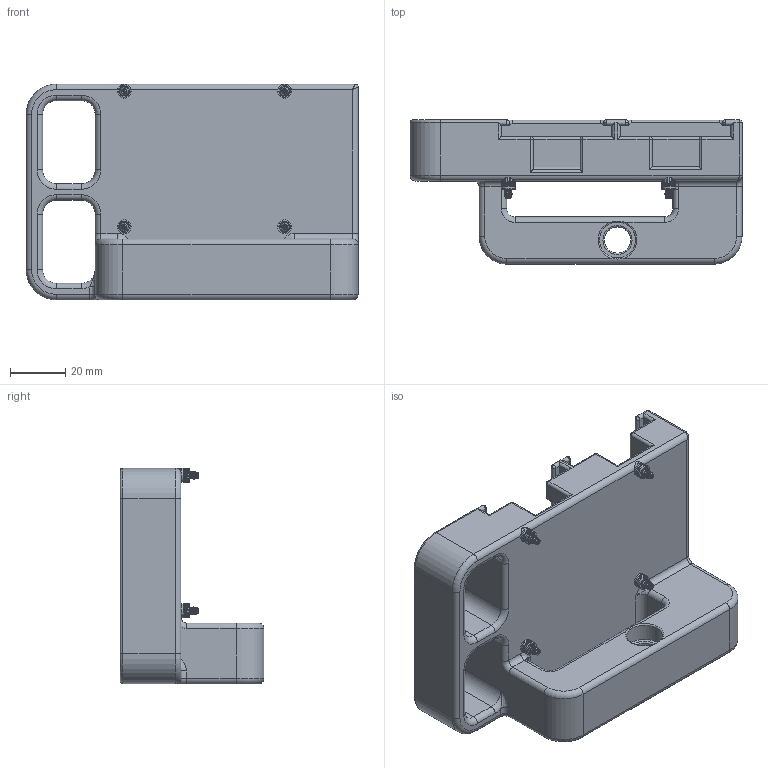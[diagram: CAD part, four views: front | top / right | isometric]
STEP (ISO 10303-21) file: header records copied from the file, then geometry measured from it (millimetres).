
FILE_DESCRIPTION(/* description */ (''),/* implementation_level */ '2;1');
FILE_NAME(/* name */ '5960 Camera Body.step',/* time_stamp */ '2024-04-20T13:59:20-06:00',/* author */ (''),/* organization */ (''),/* preprocessor_version */ 'ST-DEVELOPER v20',/* originating_system */ 'Autodesk Translation Framework v12.20.1.177',/* authorisation */ '');
FILE_SCHEMA (('AUTOMOTIVE_DESIGN { 1 0 10303 214 3 1 1 }'));
Length unit declared in the file: millimetre
Products named in the file (3): 5960 Camera Body; Pi4 Standoffs v3; Pi 4 case bottom v2
Assembly tree (2 placements, depth 3):
  5960 Camera Body
    Pi4 Standoffs v3
      Pi 4 case bottom v2
Bounding box: 120 x 52 x 78 mm (x, y, z)
Volume: 161902.4 mm3; surface area: 42855.9 mm2
Topology: 1 solids, 1 shells, 1441 faces, 2448 edges, 1004 vertices
Faces by surface type: plane 1260, cylinder 114, torus 42, sphere 20, bspline 5
Full cylindrical faces by diameter (mm): 9.5 x1, 13 x1
Entity records: 31311 total; most frequent: DIRECTION 5598, CARTESIAN_POINT 5226, ORIENTED_EDGE 4886, EDGE_CURVE 2443, LINE 2144, VECTOR 2144, AXIS2_PLACEMENT_3D 1727, EDGE_LOOP 1449
